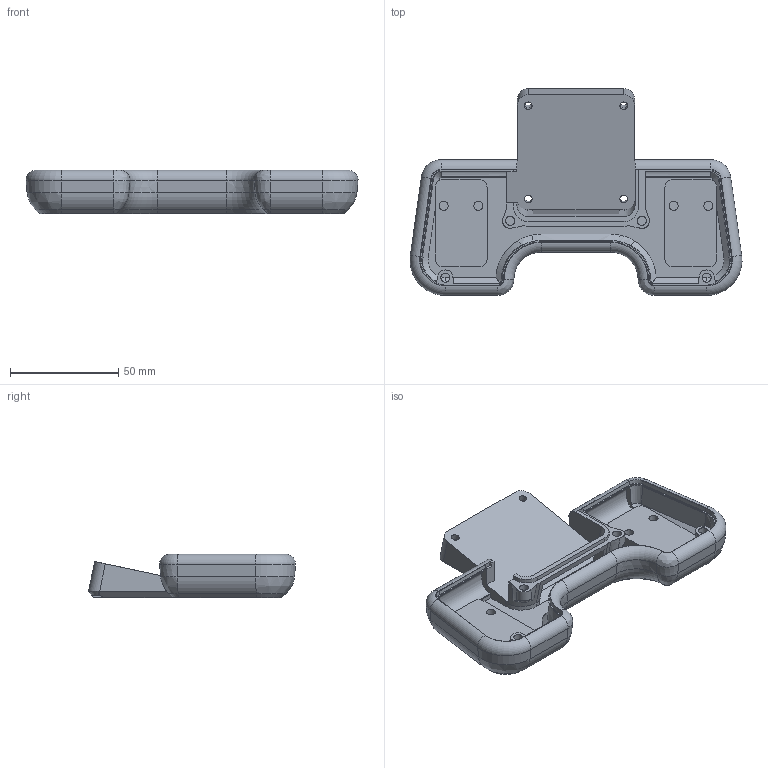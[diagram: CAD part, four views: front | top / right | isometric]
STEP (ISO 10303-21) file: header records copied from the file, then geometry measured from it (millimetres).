
FILE_DESCRIPTION(/* description */ (''),/* implementation_level */ '2;1');
FILE_NAME(/* name */ 'Body.step',/* time_stamp */ '2025-08-19T17:51:35+02:00',/* author */ (''),/* organization */ (''),/* preprocessor_version */ 'ST-DEVELOPER v20.1',/* originating_system */ 'Autodesk Translation Framework v14.10.0.0',/* authorisation */ '');
FILE_SCHEMA (('AUTOMOTIVE_DESIGN { 1 0 10303 214 3 1 1 }'));
Length unit declared in the file: millimetre
Products named in the file (1): Body
Bounding box: 153.05 x 95.46 x 20 mm (x, y, z)
Volume: 86796.7 mm3; surface area: 36740.4 mm2
Topology: 1 solids, 1 shells, 255 faces, 671 edges, 418 vertices
Faces by surface type: plane 108, cylinder 54, cone 50, bspline 35, torus 8
Full cylindrical faces by diameter (mm): 3.5 x4, 4.2 x8, 6 x4
Entity records: 9437 total; most frequent: CARTESIAN_POINT 3238, ORIENTED_EDGE 1338, DIRECTION 1236, EDGE_CURVE 669, AXIS2_PLACEMENT_3D 433, VERTEX_POINT 418, LINE 370, VECTOR 370
